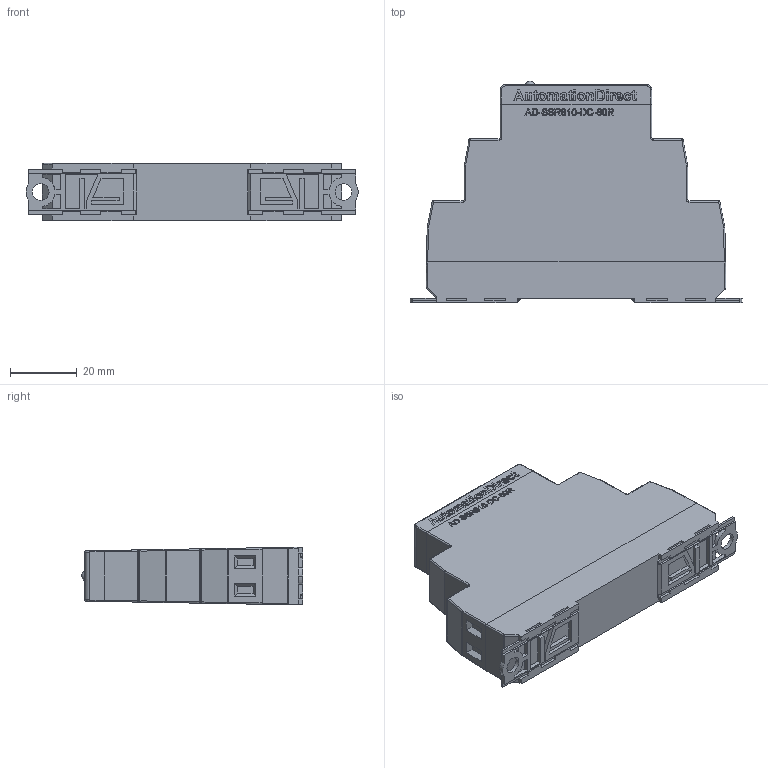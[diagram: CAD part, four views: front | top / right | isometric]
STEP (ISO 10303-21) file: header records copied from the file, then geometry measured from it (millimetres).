
FILE_DESCRIPTION (( 'STEP AP214' ), '1' );
FILE_NAME ('AD-SSR810-DC-60R.STEP', '2013-12-02T15:53:30', ( '' ), ( '' ), 'SwSTEP 2.0', 'SolidWorks 2013', '' );
FILE_SCHEMA (( 'AUTOMOTIVE_DESIGN' ));
Length unit declared in the file: inch
Products named in the file (1): AD-SSR810-DC-60R
Bounding box: 99.65 x 66.45 x 17.4 mm (x, y, z)
Volume: 75457.8 mm3; surface area: 15633.9 mm2
Topology: 1 solids, 1 shells, 841 faces, 2255 edges, 1458 vertices
Faces by surface type: plane 487, bspline 233, cylinder 78, sphere 23, cone 20
Entity records: 47525 total; most frequent: CARTESIAN_POINT 18077, ORIENTED_EDGE 4472, DIRECTION 3142, EDGE_CURVE 2236, VECTOR 1540, LINE 1540, VERTEX_POINT 1452, EDGE_LOOP 924
